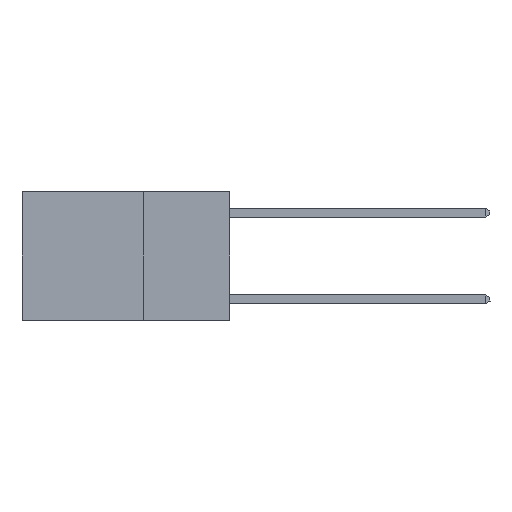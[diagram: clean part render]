
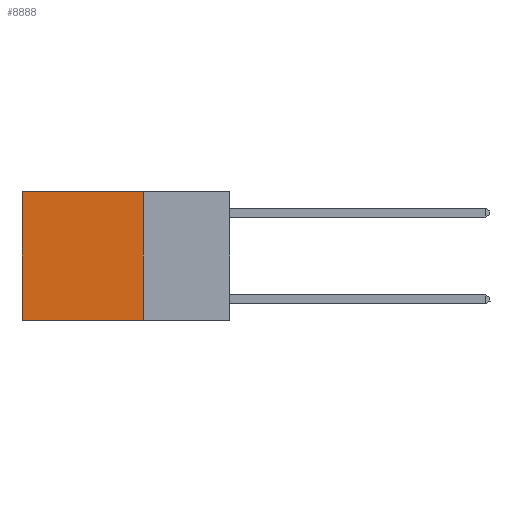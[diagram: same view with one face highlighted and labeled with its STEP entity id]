
A CAD part, left-side view. The second image highlights one B-rep face of the part: STEP entity #8888.
In plain terms, the highlighted planar face has unit normal (-1, 0, 0).
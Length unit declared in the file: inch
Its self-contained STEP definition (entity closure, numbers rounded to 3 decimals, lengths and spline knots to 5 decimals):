
#567 = CARTESIAN_POINT ( 'NONE',  ( 0.2625, 0.25, 0. ) ) ;
#1056 = CARTESIAN_POINT ( 'NONE',  ( 0.2625, 0.25, -0.37 ) ) ;
#3672 = LINE ( 'NONE', #11297, #7102 ) ;
#4182 = EDGE_CURVE ( 'NONE', #18625, #12304, #3672, .T. ) ;
#5252 = CARTESIAN_POINT ( 'NONE',  ( 0.2625, 0.25, 0. ) ) ;
#6342 = FACE_OUTER_BOUND ( 'NONE', #9762, .T. ) ;
#6397 = ORIENTED_EDGE ( 'NONE', *, *, #21386, .F. ) ;
#6937 = DIRECTION ( 'NONE',  ( 0., 0., -1. ) ) ;
#7102 = VECTOR ( 'NONE', #11369, 39.37008 ) ;
#7130 = EDGE_CURVE ( 'NONE', #12304, #16843, #15778, .T. ) ;
#7824 = DIRECTION ( 'NONE',  ( 0., 1., 0. ) ) ;
#8336 = DIRECTION ( 'NONE',  ( 0., 0., -1. ) ) ;
#8870 = ORIENTED_EDGE ( 'NONE', *, *, #15048, .F. ) ;
#8888 = ADVANCED_FACE ( 'NONE', ( #6342 ), #10243, .F. ) ;
#9566 = LINE ( 'NONE', #13434, #12975 ) ;
#9762 = EDGE_LOOP ( 'NONE', ( #14074, #8870, #6397, #12288 ) ) ;
#10089 = DIRECTION ( 'NONE',  ( 0., 0., -1. ) ) ;
#10243 = PLANE ( 'NONE',  #20458 ) ;
#11290 = CARTESIAN_POINT ( 'NONE',  ( 0.2625, 0.6, 0. ) ) ;
#11297 = CARTESIAN_POINT ( 'NONE',  ( 0.2625, 0.25, 0. ) ) ;
#11369 = DIRECTION ( 'NONE',  ( 0., 1., 0. ) ) ;
#11386 = VECTOR ( 'NONE', #8336, 39.37008 ) ;
#12288 = ORIENTED_EDGE ( 'NONE', *, *, #4182, .T. ) ;
#12304 = VERTEX_POINT ( 'NONE', #11290 ) ;
#12927 = LINE ( 'NONE', #1056, #20523 ) ;
#12975 = VECTOR ( 'NONE', #10089, 39.37008 ) ;
#13434 = CARTESIAN_POINT ( 'NONE',  ( 0.2625, 0.25, 0. ) ) ;
#14074 = ORIENTED_EDGE ( 'NONE', *, *, #7130, .T. ) ;
#15048 = EDGE_CURVE ( 'NONE', #21014, #16843, #12927, .T. ) ;
#15778 = LINE ( 'NONE', #19791, #11386 ) ;
#16816 = DIRECTION ( 'NONE',  ( 1., 0., 0. ) ) ;
#16843 = VERTEX_POINT ( 'NONE', #18383 ) ;
#18383 = CARTESIAN_POINT ( 'NONE',  ( 0.2625, 0.6, -0.37 ) ) ;
#18625 = VERTEX_POINT ( 'NONE', #567 ) ;
#19791 = CARTESIAN_POINT ( 'NONE',  ( 0.2625, 0.6, 0. ) ) ;
#20399 = CARTESIAN_POINT ( 'NONE',  ( 0.2625, 0.25, -0.37 ) ) ;
#20458 = AXIS2_PLACEMENT_3D ( 'NONE', #5252, #16816, #6937 ) ;
#20523 = VECTOR ( 'NONE', #7824, 39.37008 ) ;
#21014 = VERTEX_POINT ( 'NONE', #20399 ) ;
#21386 = EDGE_CURVE ( 'NONE', #18625, #21014, #9566, .T. ) ;
